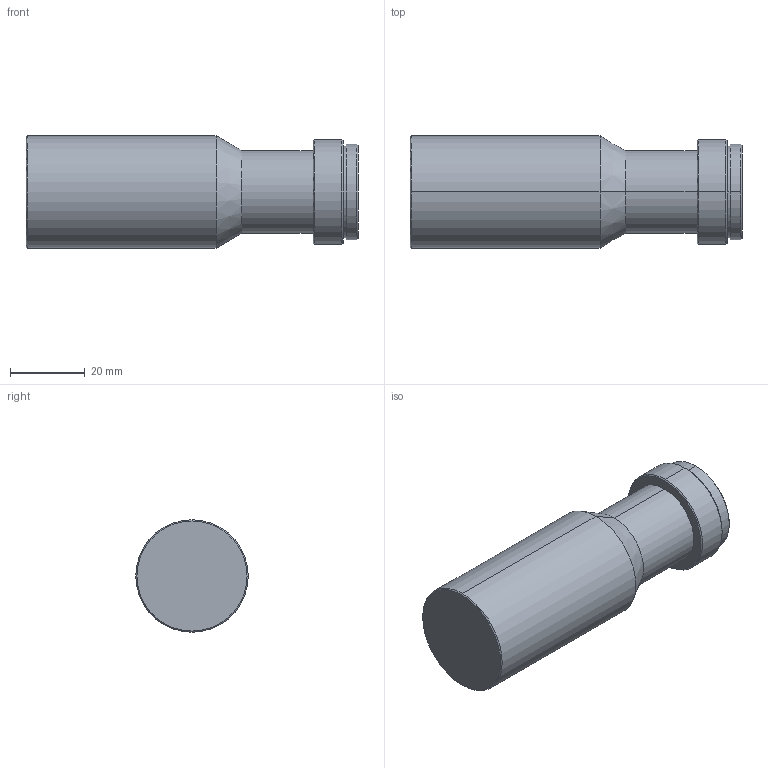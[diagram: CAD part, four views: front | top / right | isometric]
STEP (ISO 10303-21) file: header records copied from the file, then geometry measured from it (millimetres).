
FILE_DESCRIPTION (( 'STEP AP203' ), '1' );
FILE_NAME ('WH0155-350A-120.STEP', '2023-05-19T01:13:48', ( '' ), ( '' ), 'SwSTEP 2.0', 'SolidWorks 2017', '' );
FILE_SCHEMA (( 'CONFIG_CONTROL_DESIGN' ));
Length unit declared in the file: millimetre
Products named in the file (1): WH0155-350A-120
Bounding box: 88.59 x 30 x 30 mm (x, y, z)
Volume: 53654.7 mm3; surface area: 9337.2 mm2
Topology: 1 solids, 1 shells, 25 faces, 50 edges, 30 vertices
Faces by surface type: cone 10, cylinder 10, plane 5
Entity records: 731 total; most frequent: DIRECTION 132, CARTESIAN_POINT 106, ORIENTED_EDGE 100, AXIS2_PLACEMENT_3D 56, EDGE_CURVE 50, CIRCLE 30, VERTEX_POINT 30, EDGE_LOOP 28
